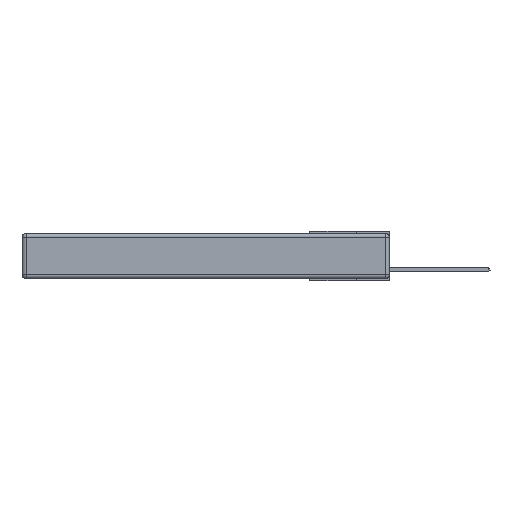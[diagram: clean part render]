
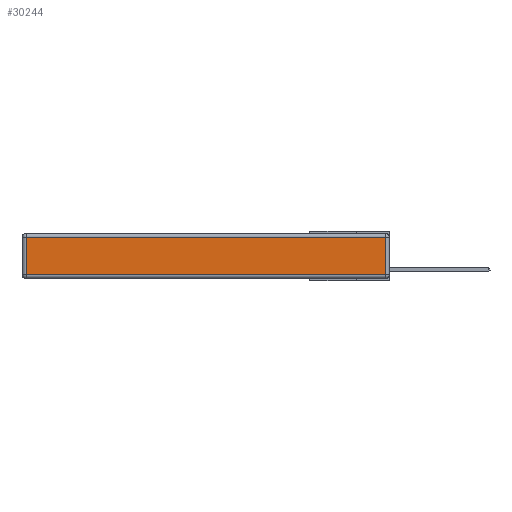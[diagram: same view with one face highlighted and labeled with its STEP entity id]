
A CAD part, left-side view. The second image highlights one B-rep face of the part: STEP entity #30244.
In plain terms, the highlighted planar face has unit normal (-1, 0, 0).
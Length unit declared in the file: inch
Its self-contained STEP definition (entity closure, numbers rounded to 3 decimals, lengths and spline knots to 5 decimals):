
#232 = VERTEX_POINT ( 'NONE', #1019 ) ;
#857 = EDGE_CURVE ( 'NONE', #6365, #16711, #4552, .T. ) ;
#1019 = CARTESIAN_POINT ( 'NONE',  ( 0., 0.03, -0.313 ) ) ;
#3331 = LINE ( 'NONE', #7247, #9480 ) ;
#4108 = DIRECTION ( 'NONE',  ( 0., -1., 0. ) ) ;
#4231 = EDGE_CURVE ( 'NONE', #232, #6365, #27890, .T. ) ;
#4552 = LINE ( 'NONE', #30941, #9077 ) ;
#6365 = VERTEX_POINT ( 'NONE', #21322 ) ;
#7055 = DIRECTION ( 'NONE',  ( 0., 0., 1. ) ) ;
#7247 = CARTESIAN_POINT ( 'NONE',  ( 0., 2.72, -0.343 ) ) ;
#9077 = VECTOR ( 'NONE', #28378, 39.37008 ) ;
#9358 = CARTESIAN_POINT ( 'NONE',  ( 0., 0., -0.343 ) ) ;
#9460 = CARTESIAN_POINT ( 'NONE',  ( 0., 0.03, -0.343 ) ) ;
#9480 = VECTOR ( 'NONE', #25782, 39.37008 ) ;
#11004 = FACE_OUTER_BOUND ( 'NONE', #13123, .T. ) ;
#12079 = VERTEX_POINT ( 'NONE', #22202 ) ;
#13123 = EDGE_LOOP ( 'NONE', ( #19730, #31349, #30021, #13735 ) ) ;
#13735 = ORIENTED_EDGE ( 'NONE', *, *, #14348, .T. ) ;
#14348 = EDGE_CURVE ( 'NONE', #16711, #12079, #3331, .T. ) ;
#14472 = AXIS2_PLACEMENT_3D ( 'NONE', #9358, #19986, #28028 ) ;
#14735 = VECTOR ( 'NONE', #4108, 39.37008 ) ;
#16711 = VERTEX_POINT ( 'NONE', #17617 ) ;
#17091 = PLANE ( 'NONE',  #14472 ) ;
#17287 = EDGE_CURVE ( 'NONE', #12079, #232, #31832, .T. ) ;
#17617 = CARTESIAN_POINT ( 'NONE',  ( 0., 2.72, -0.03 ) ) ;
#19730 = ORIENTED_EDGE ( 'NONE', *, *, #17287, .T. ) ;
#19986 = DIRECTION ( 'NONE',  ( -1., 0., 0. ) ) ;
#21322 = CARTESIAN_POINT ( 'NONE',  ( 0., 0.03, -0.03 ) ) ;
#22202 = CARTESIAN_POINT ( 'NONE',  ( 0., 2.72, -0.313 ) ) ;
#22922 = CARTESIAN_POINT ( 'NONE',  ( 0., 0., -0.313 ) ) ;
#25782 = DIRECTION ( 'NONE',  ( 0., 0., -1. ) ) ;
#27890 = LINE ( 'NONE', #9460, #34101 ) ;
#28028 = DIRECTION ( 'NONE',  ( 0., 0., 1. ) ) ;
#28378 = DIRECTION ( 'NONE',  ( 0., 1., 0. ) ) ;
#30021 = ORIENTED_EDGE ( 'NONE', *, *, #857, .T. ) ;
#30244 = ADVANCED_FACE ( 'NONE', ( #11004 ), #17091, .T. ) ;
#30941 = CARTESIAN_POINT ( 'NONE',  ( 0., 2.75, -0.03 ) ) ;
#31349 = ORIENTED_EDGE ( 'NONE', *, *, #4231, .T. ) ;
#31832 = LINE ( 'NONE', #22922, #14735 ) ;
#34101 = VECTOR ( 'NONE', #7055, 39.37008 ) ;
